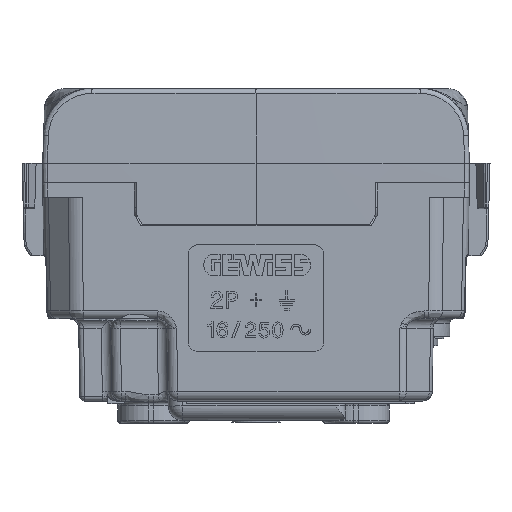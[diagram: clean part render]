
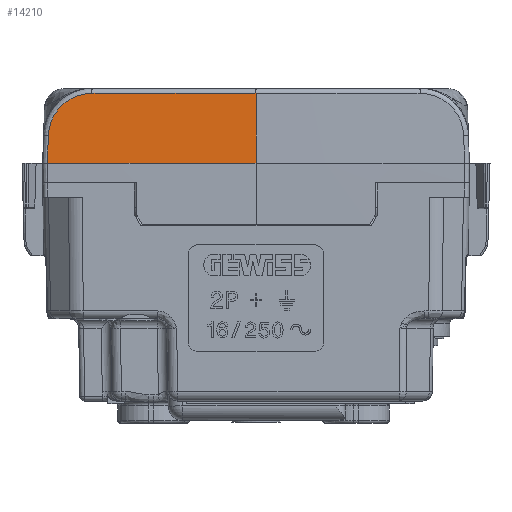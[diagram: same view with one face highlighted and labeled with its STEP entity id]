
A CAD part, left-side view. The second image highlights one B-rep face of the part: STEP entity #14210.
In plain terms, the highlighted conical face has half-angle 1 degrees and reference radius 1210.1 mm.
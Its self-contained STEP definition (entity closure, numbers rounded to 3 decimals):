
#14172=AXIS2_PLACEMENT_3D('Cone Axis2P3D',#14169,#14170,#14171) ;
#14176=AXIS2_PLACEMENT_3D('Circle Axis2P3D',#14174,#14175,$) ;
#14200=AXIS2_PLACEMENT_3D('Circle Axis2P3D',#14198,#14199,$) ;
#14132=CARTESIAN_POINT('Line Origine',(-22.131,0.,17.254)) ;
#14136=CARTESIAN_POINT('Vertex',(-22.074,0.,20.509)) ;
#14138=CARTESIAN_POINT('Vertex',(-22.2,0.,13.3)) ;
#14169=CARTESIAN_POINT('Axis2P3D Location',(1187.9,0.,13.3)) ;
#14174=CARTESIAN_POINT('Axis2P3D Location',(1187.9,0.,20.509)) ;
#14178=CARTESIAN_POINT('Vertex',(-21.956,16.91,20.509)) ;
#14182=CARTESIAN_POINT('Control Point',(-21.961,21.409,16.166)) ;
#14183=CARTESIAN_POINT('Control Point',(-21.937,21.36,17.548)) ;
#14184=CARTESIAN_POINT('Control Point',(-21.924,20.784,18.911)) ;
#14185=CARTESIAN_POINT('Control Point',(-21.925,19.676,19.98)) ;
#14186=CARTESIAN_POINT('Control Point',(-21.937,18.292,20.509)) ;
#14187=CARTESIAN_POINT('Control Point',(-21.956,16.91,20.509)) ;
#14188=CARTESIAN_POINT('Vertex',(-21.961,21.409,16.166)) ;
#14192=CARTESIAN_POINT('Control Point',(-21.961,21.409,16.166)) ;
#14193=CARTESIAN_POINT('Control Point',(-21.985,21.459,14.733)) ;
#14194=CARTESIAN_POINT('Control Point',(-22.009,21.509,13.3)) ;
#14195=CARTESIAN_POINT('Vertex',(-22.009,21.509,13.3)) ;
#14198=CARTESIAN_POINT('Axis2P3D Location',(1187.9,0.,13.3)) ;
#14133=DIRECTION('Vector Direction',(-0.017,0.,-1.)) ;
#14170=DIRECTION('Axis2P3D Direction',(-0.,-0.,-1.)) ;
#14171=DIRECTION('Axis2P3D XDirection',(1.,-0.009,0.)) ;
#14175=DIRECTION('Axis2P3D Direction',(0.,0.,1.)) ;
#14199=DIRECTION('Axis2P3D Direction',(0.,0.,1.)) ;
#14134=VECTOR('Line Direction',#14133,1.) ;
#14204=ORIENTED_EDGE('',*,*,#14180,.F.) ;
#14205=ORIENTED_EDGE('',*,*,#14190,.F.) ;
#14206=ORIENTED_EDGE('',*,*,#14197,.F.) ;
#14207=ORIENTED_EDGE('',*,*,#14202,.F.) ;
#14208=ORIENTED_EDGE('',*,*,#14140,.F.) ;
#14210=ADVANCED_FACE('PartBody',(#14209),#14173,.T.) ;
#14181=B_SPLINE_CURVE_WITH_KNOTS('',5,(#14182,#14183,#14184,#14185,#14186,#14187),.UNSPECIFIED.,.F.,.U.,(6,6),(6.56,17.188),.UNSPECIFIED.) ;
#14191=B_SPLINE_CURVE_WITH_KNOTS('',2,(#14192,#14193,#14194),.UNSPECIFIED.,.F.,.U.,(3,3),(9.374,13.43),.UNSPECIFIED.) ;
#14177=CIRCLE('generated circle',#14176,1209.974) ;
#14201=CIRCLE('generated circle',#14200,1210.1) ;
#14173=CONICAL_SURFACE('Cone',#14172,1210.1,0.017) ;
#14140=EDGE_CURVE('',#14137,#14139,#14135,.T.) ;
#14180=EDGE_CURVE('',#14179,#14137,#14177,.T.) ;
#14190=EDGE_CURVE('',#14189,#14179,#14181,.T.) ;
#14197=EDGE_CURVE('',#14196,#14189,#14191,.F.) ;
#14202=EDGE_CURVE('',#14139,#14196,#14201,.F.) ;
#14203=EDGE_LOOP('',(#14204,#14205,#14206,#14207,#14208)) ;
#14209=FACE_OUTER_BOUND('',#14203,.T.) ;
#14135=LINE('Line',#14132,#14134) ;
#14137=VERTEX_POINT('',#14136) ;
#14139=VERTEX_POINT('',#14138) ;
#14179=VERTEX_POINT('',#14178) ;
#14189=VERTEX_POINT('',#14188) ;
#14196=VERTEX_POINT('',#14195) ;
